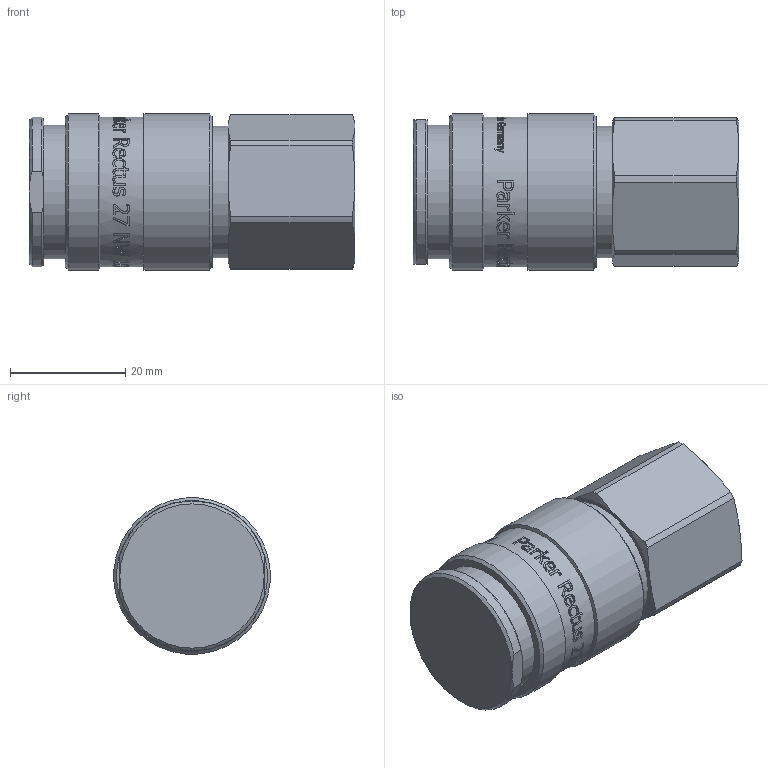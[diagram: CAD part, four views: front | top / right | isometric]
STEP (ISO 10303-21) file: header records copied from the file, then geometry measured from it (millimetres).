
FILE_DESCRIPTION((''),'2;1');
FILE_NAME('27kbiw13evx.stp','2014-01-17T08:15:00',('IA176480'),(''),'Autodesk Inventor 2013','Autodesk Inventor 2013','');
FILE_SCHEMA(('AUTOMOTIVE_DESIGN { 1 0 10303 214 1 1 1 1 }'));
Length unit declared in the file: millimetre
Products named in the file (1): D109087
Bounding box: 56.45 x 27.05 x 27.05 mm (x, y, z)
Volume: 26442.5 mm3; surface area: 10291 mm2
Topology: 2 solids, 2 shells, 823 faces, 2221 edges, 1472 vertices
Faces by surface type: bspline 385, plane 320, cylinder 87, cone 31
Full cylindrical faces by diameter (mm): 11.445 x1, 20 x1, 20.3 x1, 20.95 x1, 22.75 x1, 23.1 x1, 23.35 x1, 23.55 x1, 26 x1, 27.15 x2
Entity records: 126161 total; most frequent: CARTESIAN_POINT 107960, ORIENTED_EDGE 4366, EDGE_CURVE 2183, DIRECTION 2179, VERTEX_POINT 1463, B_SPLINE_CURVE_WITH_KNOTS 1066, EDGE_LOOP 920, VECTOR 865
